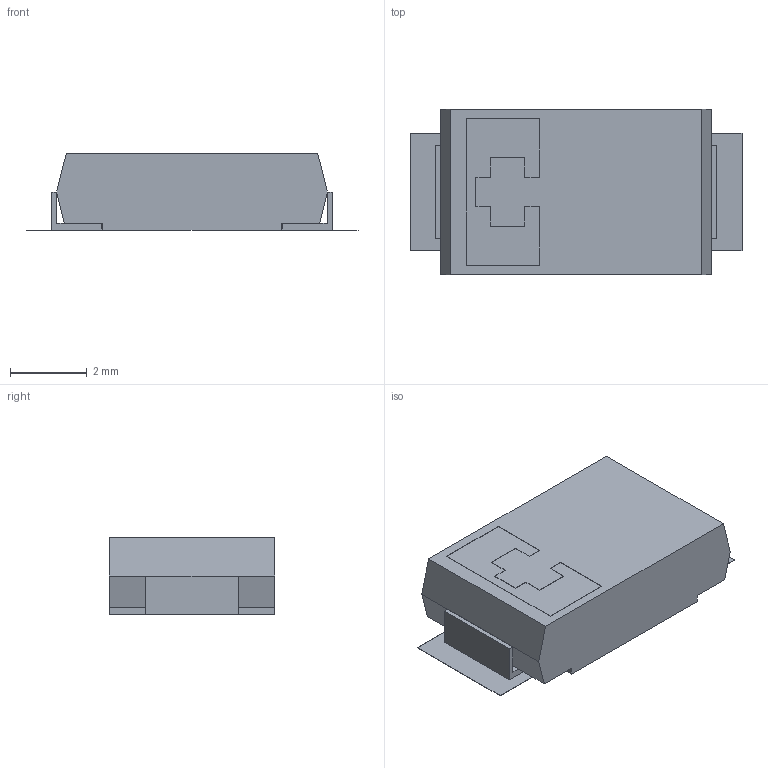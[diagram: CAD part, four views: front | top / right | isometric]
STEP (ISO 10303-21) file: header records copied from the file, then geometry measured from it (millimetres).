
FILE_DESCRIPTION(/* description */ (''),/* implementation_level */ '2;1');
FILE_NAME(/* name */ '041-0196-000_1.stp',/* time_stamp */ '2023-11-01T20:46:30+03:00',/* author */ (''),/* organization */ (''),/* preprocessor_version */ 'ST-DEVELOPER v16.7',/* originating_system */ 'SIEMENS PLM Software NX 12.0',/* authorisation */ '');
FILE_SCHEMA (('AUTOMOTIVE_DESIGN { 1 0 10303 214 3 1 1 1 }'));
Length unit declared in the file: millimetre
Products named in the file (1): 041-0196-000_1
Bounding box: 8.63 x 4.3 x 2 mm (x, y, z)
Volume: 58.5 mm3; surface area: 127 mm2
Topology: 1 solids, 1 shells, 51 faces, 146 edges, 96 vertices
Faces by surface type: plane 51
Entity records: 1845 total; most frequent: CARTESIAN_POINT 294, ORIENTED_EDGE 292, DIRECTION 250, EDGE_CURVE 146, LINE 146, VECTOR 146, VERTEX_POINT 96, EDGE_LOOP 54
